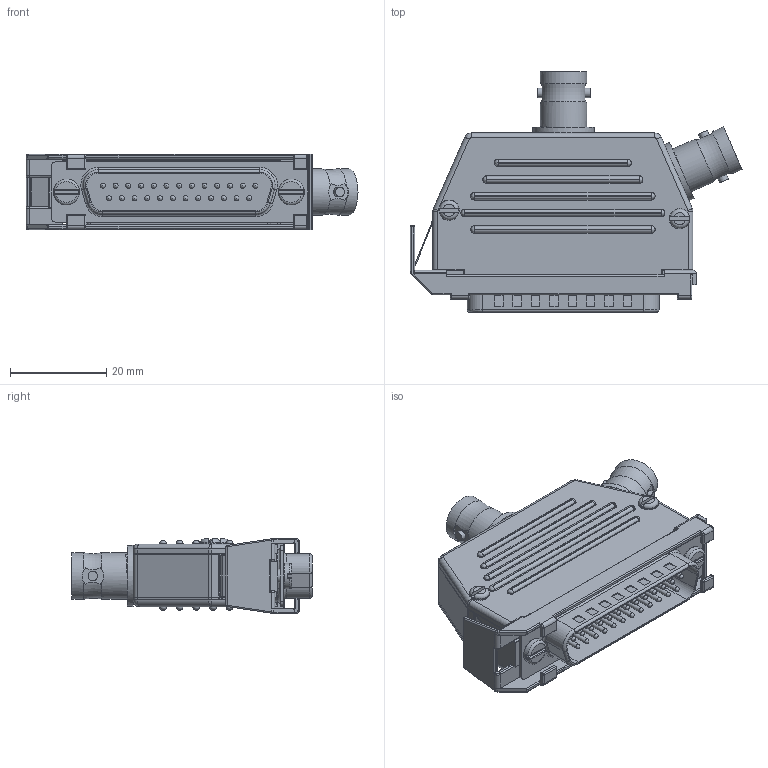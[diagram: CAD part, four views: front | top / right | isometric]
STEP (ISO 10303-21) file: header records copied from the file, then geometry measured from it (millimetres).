
FILE_DESCRIPTION(/* description */ (''),/* implementation_level */ '2;1');
FILE_NAME(/* name */ 'CMX2104.stp',/* time_stamp */ '2017-05-08T11:59:42-04:00',/* author */ ('aneininger'),/* organization */ (''),/* preprocessor_version */ 'ST-DEVELOPER v16.5',/* originating_system */ 'Autodesk Inventor 2017',/* authorisation */ '');
FILE_SCHEMA (('AUTOMOTIVE_DESIGN { 1 0 10303 214 3 1 1 }'));
Products named in the file (1): CMX2104
Bounding box: 68.89 x 49.88 x 15.62 mm (x, y, z)
Volume: 36782.1 mm3; surface area: 19753.5 mm2
Topology: 4 solids, 14 shells, 1537 faces, 3824 edges, 2206 vertices
Faces by surface type: cylinder 601, plane 442, bspline 208, sphere 141, torus 139, cone 6
Full cylindrical faces by diameter (mm): 1.016 x25, 1.422 x2, 1.918 x2, 1.956 x4, 2.032 x2, 2.057 x4, 2.095 x2, 2.159 x2, 2.286 x1, 2.349 x2, 2.54 x3, 2.616 x2, 2.845 x2, 3.01 x1, 4.064 x2, 4.572 x2, 5.372 x2, 8.255 x2, 9.652 x4, 12.7 x2
Entity records: 51851 total; most frequent: CARTESIAN_POINT 16429, DIRECTION 6991, ORIENTED_EDGE 6986, EDGE_CURVE 3491, AXIS2_PLACEMENT_3D 2752, VERTEX_POINT 2136, EDGE_LOOP 1730, FACE_OUTER_BOUND 1537
